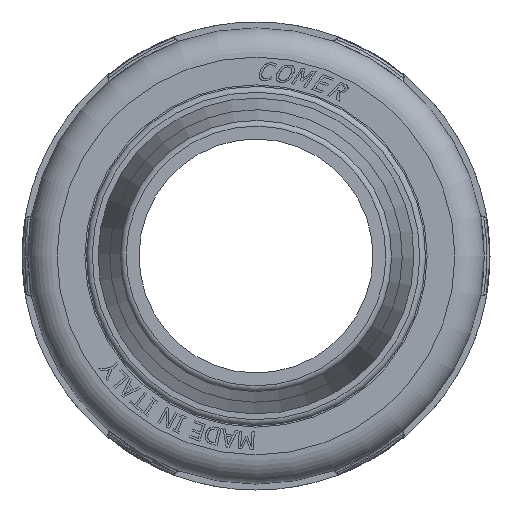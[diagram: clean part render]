
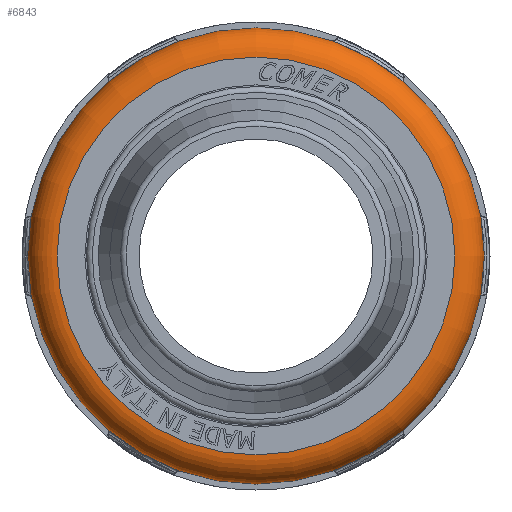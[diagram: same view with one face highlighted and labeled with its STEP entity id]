
A CAD part, left-side view. The second image highlights one B-rep face of the part: STEP entity #6843.
In plain terms, the highlighted toroidal (fillet/blend) face has major radius 34 mm and minor radius 5 mm.
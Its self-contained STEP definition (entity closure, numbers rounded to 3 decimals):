
#106=TOROIDAL_SURFACE('',#7321,34.,5.);
#151=CIRCLE('',#6930,34.);
#214=CIRCLE('',#7203,39.);
#333=FACE_BOUND('',#1345,.T.);
#938=FACE_OUTER_BOUND('',#1344,.T.);
#1344=EDGE_LOOP('',(#6242));
#1345=EDGE_LOOP('',(#6243));
#3021=VERTEX_POINT('',#10044);
#3385=VERTEX_POINT('',#11309);
#3747=EDGE_CURVE('',#3021,#3021,#151,.T.);
#4290=EDGE_CURVE('',#3385,#3385,#214,.T.);
#6242=ORIENTED_EDGE('',*,*,#4290,.T.);
#6243=ORIENTED_EDGE('',*,*,#3747,.T.);
#6843=ADVANCED_FACE('',(#938,#333),#106,.T.);
#6930=AXIS2_PLACEMENT_3D('',#10045,#7651,#7652);
#7203=AXIS2_PLACEMENT_3D('',#11310,#8653,#8654);
#7321=AXIS2_PLACEMENT_3D('',#11790,#8939,#8940);
#7651=DIRECTION('center_axis',(1.,0.,0.));
#7652=DIRECTION('ref_axis',(0.,1.,0.));
#8653=DIRECTION('center_axis',(-1.,0.,0.));
#8654=DIRECTION('ref_axis',(0.,1.,0.));
#8939=DIRECTION('center_axis',(-1.,0.,0.));
#8940=DIRECTION('ref_axis',(0.,0.,1.));
#10044=CARTESIAN_POINT('',(0.,-34.,0.));
#10045=CARTESIAN_POINT('Origin',(0.,0.,0.));
#11309=CARTESIAN_POINT('',(5.,-39.,0.));
#11310=CARTESIAN_POINT('Origin',(5.,0.,0.));
#11790=CARTESIAN_POINT('Origin',(5.,0.,0.));
